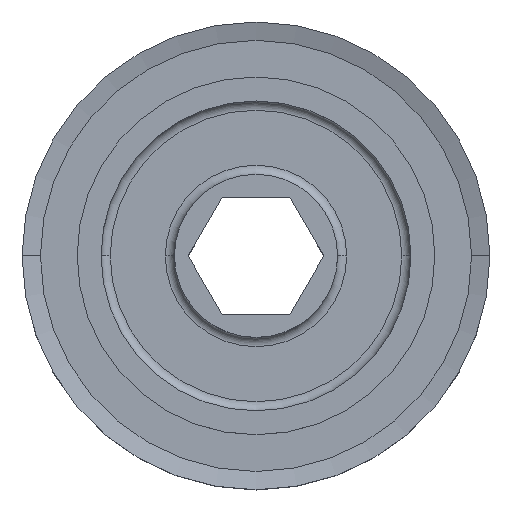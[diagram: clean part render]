
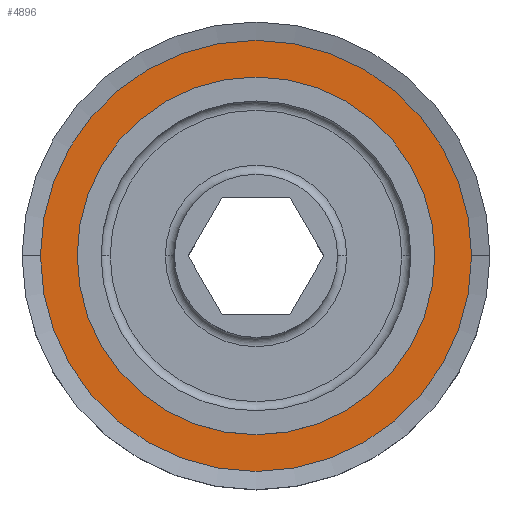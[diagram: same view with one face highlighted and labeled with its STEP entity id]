
A CAD part, top view. The second image highlights one B-rep face of the part: STEP entity #4896.
In plain terms, the highlighted planar face has unit normal (0, 0, 1).
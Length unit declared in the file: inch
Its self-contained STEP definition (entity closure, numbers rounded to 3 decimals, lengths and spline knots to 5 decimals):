
#263 = EDGE_LOOP ( 'NONE', ( #2507, #5089 ) ) ;
#505 = DIRECTION ( 'NONE',  ( 0., 0., -1. ) ) ;
#735 = DIRECTION ( 'NONE',  ( -1., 0., 0. ) ) ;
#832 = ORIENTED_EDGE ( 'NONE', *, *, #7455, .F. ) ;
#929 = DIRECTION ( 'NONE',  ( 0., 0., -1. ) ) ;
#1173 = AXIS2_PLACEMENT_3D ( 'NONE', #1825, #929, #735 ) ;
#1825 = CARTESIAN_POINT ( 'NONE',  ( 0., 0., 0.24937 ) ) ;
#1997 = VERTEX_POINT ( 'NONE', #6191 ) ;
#2423 = ORIENTED_EDGE ( 'NONE', *, *, #4119, .F. ) ;
#2507 = ORIENTED_EDGE ( 'NONE', *, *, #10847, .T. ) ;
#2514 = CARTESIAN_POINT ( 'NONE',  ( 0., 0.9252, 0.24937 ) ) ;
#2799 = AXIS2_PLACEMENT_3D ( 'NONE', #4138, #7114, #7817 ) ;
#3413 = DIRECTION ( 'NONE',  ( 0., 0., -1. ) ) ;
#3653 = CIRCLE ( 'NONE', #11383, 0.76772 ) ;
#4035 = VERTEX_POINT ( 'NONE', #8013 ) ;
#4119 = EDGE_CURVE ( 'NONE', #4035, #1997, #7359, .T. ) ;
#4138 = CARTESIAN_POINT ( 'NONE',  ( 0., 0., 0.24937 ) ) ;
#4388 = CARTESIAN_POINT ( 'NONE',  ( -0.76772, 0., 0.24937 ) ) ;
#4416 = VERTEX_POINT ( 'NONE', #11751 ) ;
#4896 = ADVANCED_FACE ( 'NONE', ( #7458, #7272 ), #9314, .T. ) ;
#5089 = ORIENTED_EDGE ( 'NONE', *, *, #8969, .T. ) ;
#5373 = DIRECTION ( 'NONE',  ( 0., 0., 1. ) ) ;
#6191 = CARTESIAN_POINT ( 'NONE',  ( 0.9252, 0., 0.24937 ) ) ;
#7114 = DIRECTION ( 'NONE',  ( 0., 0., -1. ) ) ;
#7272 = FACE_OUTER_BOUND ( 'NONE', #12094, .T. ) ;
#7359 = CIRCLE ( 'NONE', #11609, 0.9252 ) ;
#7388 = CARTESIAN_POINT ( 'NONE',  ( 0., 0., 0.24937 ) ) ;
#7455 = EDGE_CURVE ( 'NONE', #1997, #4035, #8685, .T. ) ;
#7458 = FACE_BOUND ( 'NONE', #263, .T. ) ;
#7817 = DIRECTION ( 'NONE',  ( -1., 0., 0. ) ) ;
#8013 = CARTESIAN_POINT ( 'NONE',  ( -0.9252, 0., 0.24937 ) ) ;
#8289 = CIRCLE ( 'NONE', #2799, 0.76772 ) ;
#8318 = CARTESIAN_POINT ( 'NONE',  ( 0., 0., 0.24937 ) ) ;
#8685 = CIRCLE ( 'NONE', #1173, 0.9252 ) ;
#8969 = EDGE_CURVE ( 'NONE', #4416, #9309, #3653, .T. ) ;
#9309 = VERTEX_POINT ( 'NONE', #4388 ) ;
#9314 = PLANE ( 'NONE',  #12441 ) ;
#10847 = EDGE_CURVE ( 'NONE', #9309, #4416, #8289, .T. ) ;
#11196 = DIRECTION ( 'NONE',  ( -1., 0., 0. ) ) ;
#11383 = AXIS2_PLACEMENT_3D ( 'NONE', #7388, #505, #12109 ) ;
#11609 = AXIS2_PLACEMENT_3D ( 'NONE', #8318, #3413, #11196 ) ;
#11751 = CARTESIAN_POINT ( 'NONE',  ( 0.76772, 0., 0.24937 ) ) ;
#12094 = EDGE_LOOP ( 'NONE', ( #832, #2423 ) ) ;
#12109 = DIRECTION ( 'NONE',  ( -1., 0., 0. ) ) ;
#12370 = DIRECTION ( 'NONE',  ( 1., 0., 0. ) ) ;
#12441 = AXIS2_PLACEMENT_3D ( 'NONE', #2514, #5373, #12370 ) ;
